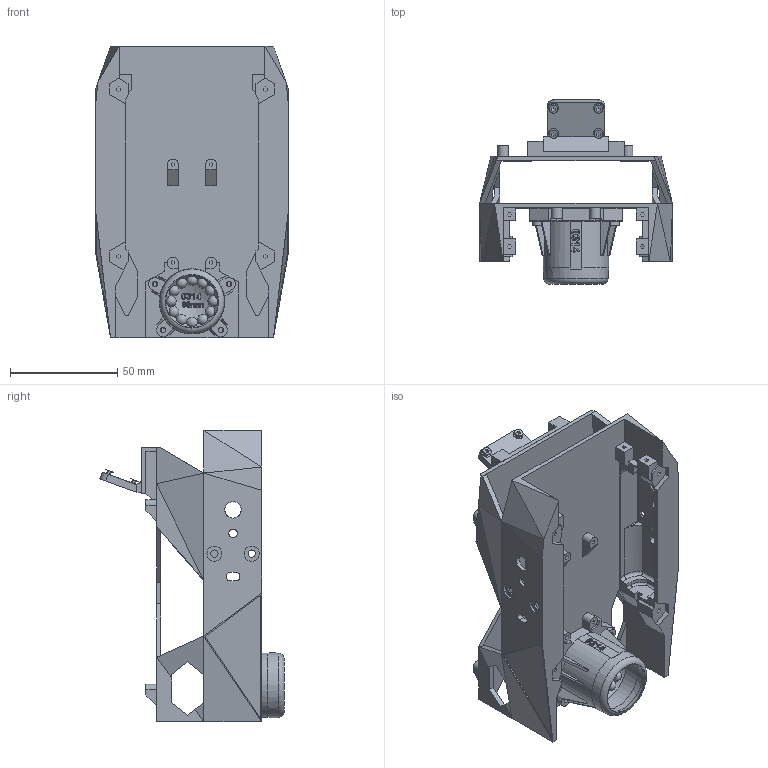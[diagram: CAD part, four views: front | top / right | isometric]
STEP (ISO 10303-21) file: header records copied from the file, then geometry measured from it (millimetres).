
FILE_DESCRIPTION(/* description */ (''),/* implementation_level */ '2;1');
FILE_NAME(/* name */ 'JetBot-0314_65mm.step',/* time_stamp */ '2019-03-29T17:07:51-07:00',/* author */ ('chitoku'),/* organization */ (''),/* preprocessor_version */ 'ST-DEVELOPER v17.2',/* originating_system */ 'Autodesk Translation Framework v7.6.0.251',/* authorisation */ '');
FILE_SCHEMA (('AUTOMOTIVE_DESIGN { 1 0 10303 214 3 1 1 }'));
Length unit declared in the file: millimetre
Products named in the file (2): JetBot-v5; Caster 1-inch v5
Assembly tree (1 placements, depth 2):
  JetBot-v5
    Caster 1-inch v5
Bounding box: 90 x 85.87 x 136 mm (x, y, z)
Volume: 105724 mm3; surface area: 79694.7 mm2
Topology: 4 solids, 4 shells, 1286 faces, 3489 edges, 2282 vertices
Faces by surface type: plane 755, bspline 368, cylinder 116, torus 22, sphere 20, cone 5
Full cylindrical faces by diameter (mm): 2.5 x6, 2.54 x2, 3.4 x4, 4.509 x2, 7 x4, 7.65 x2, 18 x1, 19.5 x1, 25 x1, 26.399 x1
Entity records: 46166 total; most frequent: CARTESIAN_POINT 15791, ORIENTED_EDGE 6970, DIRECTION 4971, EDGE_CURVE 3485, LINE 2357, VECTOR 2357, VERTEX_POINT 2282, EDGE_LOOP 1423
